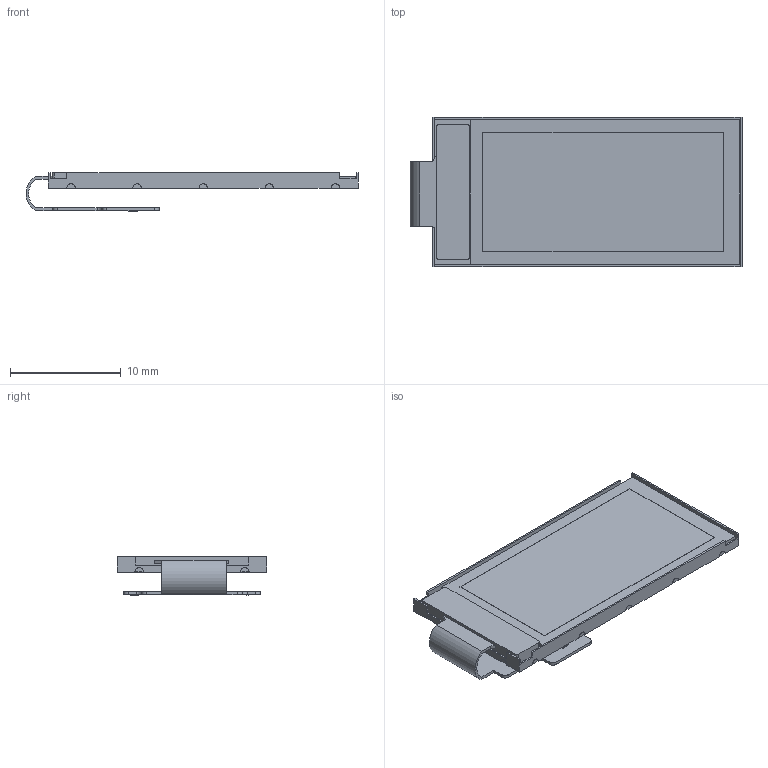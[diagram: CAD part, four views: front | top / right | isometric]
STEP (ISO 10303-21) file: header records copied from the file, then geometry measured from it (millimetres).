
FILE_DESCRIPTION(/* description */ ('Unknown'),/* implementation_level */ '2;1');
FILE_NAME(/* name */ '0.96 - IPS LCD - No Glass - Reverse Mount',/* time_stamp */ '2018-11-03T18:50:27-04:00',/* author */ ('Unknown'),/* organization */ ('Unknown'),/* preprocessor_version */ 'ST-DEVELOPER v16.7',/* originating_system */ 'DEX',/* authorisation */ $);
FILE_SCHEMA (('AUTOMOTIVE_DESIGN {1 0 10303 214 3 1 1}'));
Length unit declared in the file: millimetre
Products named in the file (1): 0.96 - IPS LCD - No Glass - Reverse Mount
Bounding box: 29.99 x 13.49 x 3.45 mm (x, y, z)
Volume: 449.8 mm3; surface area: 1358.4 mm2
Topology: 1 solids, 20 shells, 653 faces, 1661 edges, 1094 vertices
Faces by surface type: plane 483, cylinder 86, bspline 84
Full cylindrical faces by diameter (mm): 0.762 x4
Entity records: 26883 total; most frequent: CARTESIAN_POINT 7795, ORIENTED_EDGE 3282, DIRECTION 2379, EDGE_CURVE 1641, VERTEX_POINT 1094, LINE 903, VECTOR 903, AXIS2_PLACEMENT_3D 738
